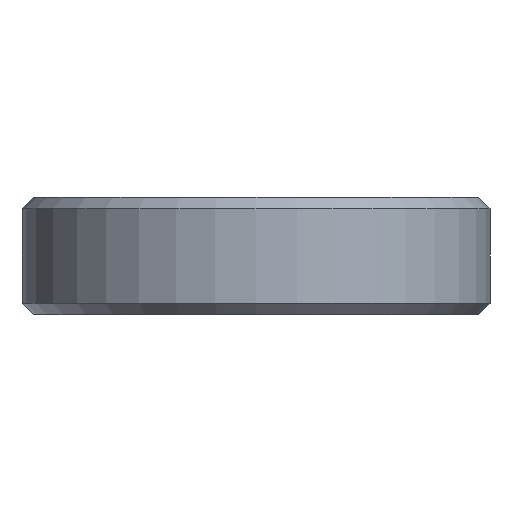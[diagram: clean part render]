
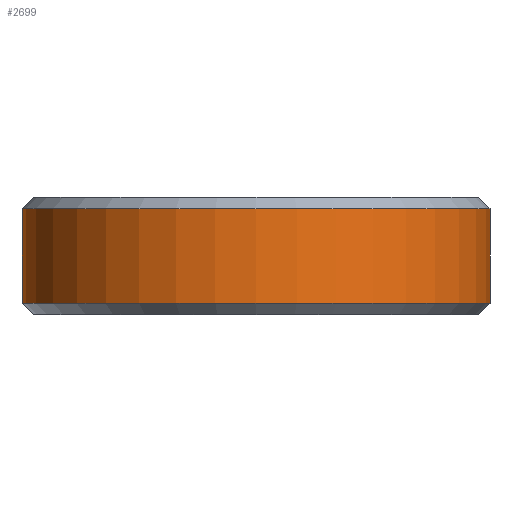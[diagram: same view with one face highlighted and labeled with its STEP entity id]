
A CAD part, left-side view. The second image highlights one B-rep face of the part: STEP entity #2699.
In plain terms, the highlighted cylindrical face has radius 6.25 mm (diameter 12.5 mm), a partial arc.
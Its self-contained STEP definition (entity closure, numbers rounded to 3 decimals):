
#382 = CONICAL_SURFACE('',#383,6.25,0.785);
#383 = AXIS2_PLACEMENT_3D('',#384,#385,#386);
#384 = CARTESIAN_POINT('',(0.,0.,0.3));
#385 = DIRECTION('',(0.,0.,1.));
#386 = DIRECTION('',(0.,1.,0.));
#1436 = VERTEX_POINT('',#1437);
#1437 = CARTESIAN_POINT('',(0.,-6.25,0.3));
#1472 = PLANE('',#1473);
#1473 = AXIS2_PLACEMENT_3D('',#1474,#1475,#1476);
#1474 = CARTESIAN_POINT('',(200.,-6.25,0.));
#1475 = DIRECTION('',(0.,-1.,0.));
#1476 = DIRECTION('',(-1.,0.,0.));
#1490 = VERTEX_POINT('',#1491);
#1491 = CARTESIAN_POINT('',(0.,6.25,0.3));
#1511 = EDGE_CURVE('',#1490,#1436,#1512,.T.);
#1512 = SURFACE_CURVE('',#1513,(#1518,#1525),.PCURVE_S1.);
#1513 = CIRCLE('',#1514,6.25);
#1514 = AXIS2_PLACEMENT_3D('',#1515,#1516,#1517);
#1515 = CARTESIAN_POINT('',(0.,0.,0.3));
#1516 = DIRECTION('',(0.,-0.,1.));
#1517 = DIRECTION('',(0.,1.,0.));
#1518 = PCURVE('',#382,#1519);
#1519 = DEFINITIONAL_REPRESENTATION('',(#1520),#1524);
#1520 = LINE('',#1521,#1522);
#1521 = CARTESIAN_POINT('',(0.,-0.));
#1522 = VECTOR('',#1523,1.);
#1523 = DIRECTION('',(1.,-0.));
#1524 = ( GEOMETRIC_REPRESENTATION_CONTEXT(2) 
PARAMETRIC_REPRESENTATION_CONTEXT() REPRESENTATION_CONTEXT('2D SPACE',''
  ) );
#1525 = PCURVE('',#1526,#1531);
#1526 = CYLINDRICAL_SURFACE('',#1527,6.25);
#1527 = AXIS2_PLACEMENT_3D('',#1528,#1529,#1530);
#1528 = CARTESIAN_POINT('',(0.,0.,0.));
#1529 = DIRECTION('',(-0.,-0.,-1.));
#1530 = DIRECTION('',(1.,0.,0.));
#1531 = DEFINITIONAL_REPRESENTATION('',(#1532),#1536);
#1532 = LINE('',#1533,#1534);
#1533 = CARTESIAN_POINT('',(-1.571,-0.3));
#1534 = VECTOR('',#1535,1.);
#1535 = DIRECTION('',(-1.,0.));
#1536 = ( GEOMETRIC_REPRESENTATION_CONTEXT(2) 
PARAMETRIC_REPRESENTATION_CONTEXT() REPRESENTATION_CONTEXT('2D SPACE',''
  ) );
#1558 = PLANE('',#1559);
#1559 = AXIS2_PLACEMENT_3D('',#1560,#1561,#1562);
#1560 = CARTESIAN_POINT('',(200.,6.25,0.));
#1561 = DIRECTION('',(0.,-1.,0.));
#1562 = DIRECTION('',(-1.,0.,0.));
#2651 = VERTEX_POINT('',#2652);
#2652 = CARTESIAN_POINT('',(0.,-6.25,2.825));
#2678 = EDGE_CURVE('',#1436,#2651,#2679,.T.);
#2679 = SURFACE_CURVE('',#2680,(#2684,#2691),.PCURVE_S1.);
#2680 = LINE('',#2681,#2682);
#2681 = CARTESIAN_POINT('',(0.,-6.25,0.));
#2682 = VECTOR('',#2683,1.);
#2683 = DIRECTION('',(0.,0.,1.));
#2684 = PCURVE('',#1472,#2685);
#2685 = DEFINITIONAL_REPRESENTATION('',(#2686),#2690);
#2686 = LINE('',#2687,#2688);
#2687 = CARTESIAN_POINT('',(200.,0.));
#2688 = VECTOR('',#2689,1.);
#2689 = DIRECTION('',(0.,-1.));
#2690 = ( GEOMETRIC_REPRESENTATION_CONTEXT(2) 
PARAMETRIC_REPRESENTATION_CONTEXT() REPRESENTATION_CONTEXT('2D SPACE',''
  ) );
#2691 = PCURVE('',#1526,#2692);
#2692 = DEFINITIONAL_REPRESENTATION('',(#2693),#2697);
#2693 = LINE('',#2694,#2695);
#2694 = CARTESIAN_POINT('',(-4.712,0.));
#2695 = VECTOR('',#2696,1.);
#2696 = DIRECTION('',(-0.,-1.));
#2697 = ( GEOMETRIC_REPRESENTATION_CONTEXT(2) 
PARAMETRIC_REPRESENTATION_CONTEXT() REPRESENTATION_CONTEXT('2D SPACE',''
  ) );
#2699 = ADVANCED_FACE('',(#2700),#1526,.T.);
#2700 = FACE_BOUND('',#2701,.F.);
#2701 = EDGE_LOOP('',(#2702,#2725,#2752,#2753));
#2702 = ORIENTED_EDGE('',*,*,#2703,.T.);
#2703 = EDGE_CURVE('',#1490,#2704,#2706,.T.);
#2704 = VERTEX_POINT('',#2705);
#2705 = CARTESIAN_POINT('',(0.,6.25,2.825));
#2706 = SURFACE_CURVE('',#2707,(#2711,#2718),.PCURVE_S1.);
#2707 = LINE('',#2708,#2709);
#2708 = CARTESIAN_POINT('',(0.,6.25,0.));
#2709 = VECTOR('',#2710,1.);
#2710 = DIRECTION('',(0.,0.,1.));
#2711 = PCURVE('',#1526,#2712);
#2712 = DEFINITIONAL_REPRESENTATION('',(#2713),#2717);
#2713 = LINE('',#2714,#2715);
#2714 = CARTESIAN_POINT('',(-1.571,0.));
#2715 = VECTOR('',#2716,1.);
#2716 = DIRECTION('',(-0.,-1.));
#2717 = ( GEOMETRIC_REPRESENTATION_CONTEXT(2) 
PARAMETRIC_REPRESENTATION_CONTEXT() REPRESENTATION_CONTEXT('2D SPACE',''
  ) );
#2718 = PCURVE('',#1558,#2719);
#2719 = DEFINITIONAL_REPRESENTATION('',(#2720),#2724);
#2720 = LINE('',#2721,#2722);
#2721 = CARTESIAN_POINT('',(200.,0.));
#2722 = VECTOR('',#2723,1.);
#2723 = DIRECTION('',(0.,-1.));
#2724 = ( GEOMETRIC_REPRESENTATION_CONTEXT(2) 
PARAMETRIC_REPRESENTATION_CONTEXT() REPRESENTATION_CONTEXT('2D SPACE',''
  ) );
#2725 = ORIENTED_EDGE('',*,*,#2726,.T.);
#2726 = EDGE_CURVE('',#2704,#2651,#2727,.T.);
#2727 = SURFACE_CURVE('',#2728,(#2733,#2740),.PCURVE_S1.);
#2728 = CIRCLE('',#2729,6.25);
#2729 = AXIS2_PLACEMENT_3D('',#2730,#2731,#2732);
#2730 = CARTESIAN_POINT('',(0.,0.,2.825));
#2731 = DIRECTION('',(0.,-0.,1.));
#2732 = DIRECTION('',(0.,1.,0.));
#2733 = PCURVE('',#1526,#2734);
#2734 = DEFINITIONAL_REPRESENTATION('',(#2735),#2739);
#2735 = LINE('',#2736,#2737);
#2736 = CARTESIAN_POINT('',(-1.571,-2.825));
#2737 = VECTOR('',#2738,1.);
#2738 = DIRECTION('',(-1.,0.));
#2739 = ( GEOMETRIC_REPRESENTATION_CONTEXT(2) 
PARAMETRIC_REPRESENTATION_CONTEXT() REPRESENTATION_CONTEXT('2D SPACE',''
  ) );
#2740 = PCURVE('',#2741,#2746);
#2741 = CONICAL_SURFACE('',#2742,6.25,0.785);
#2742 = AXIS2_PLACEMENT_3D('',#2743,#2744,#2745);
#2743 = CARTESIAN_POINT('',(0.,0.,2.825));
#2744 = DIRECTION('',(-0.,-0.,-1.));
#2745 = DIRECTION('',(0.,1.,0.));
#2746 = DEFINITIONAL_REPRESENTATION('',(#2747),#2751);
#2747 = LINE('',#2748,#2749);
#2748 = CARTESIAN_POINT('',(-0.,-0.));
#2749 = VECTOR('',#2750,1.);
#2750 = DIRECTION('',(-1.,-0.));
#2751 = ( GEOMETRIC_REPRESENTATION_CONTEXT(2) 
PARAMETRIC_REPRESENTATION_CONTEXT() REPRESENTATION_CONTEXT('2D SPACE',''
  ) );
#2752 = ORIENTED_EDGE('',*,*,#2678,.F.);
#2753 = ORIENTED_EDGE('',*,*,#1511,.F.);
